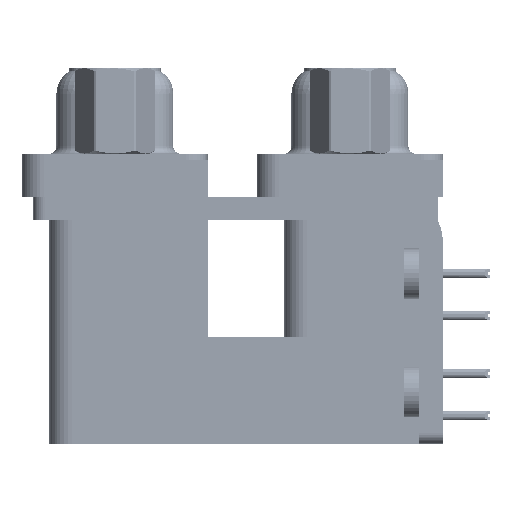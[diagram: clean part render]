
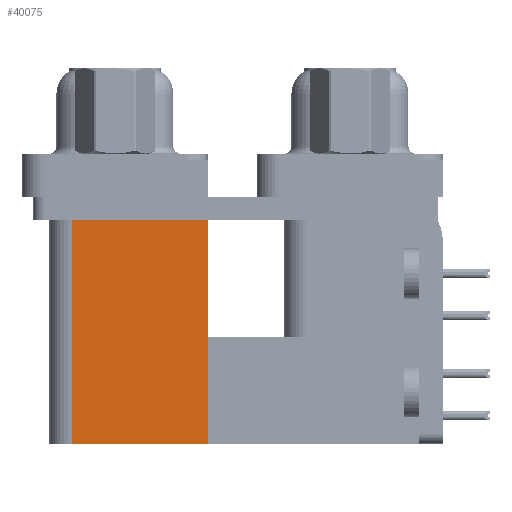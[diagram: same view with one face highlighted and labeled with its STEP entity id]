
A CAD part, left-side view. The second image highlights one B-rep face of the part: STEP entity #40075.
In plain terms, the highlighted planar face has unit normal (-1, 0, 0).
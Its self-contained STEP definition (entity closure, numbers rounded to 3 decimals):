
#173 = DIRECTION ( 'NONE',  ( 0., 1., 0. ) ) ;
#2902 = EDGE_CURVE ( 'NONE', #41165, #52239, #43334, .T. ) ;
#5128 = VERTEX_POINT ( 'NONE', #10057 ) ;
#7843 = PLANE ( 'NONE',  #12487 ) ;
#8180 = EDGE_CURVE ( 'NONE', #41165, #40488, #22116, .T. ) ;
#9476 = EDGE_CURVE ( 'NONE', #52239, #5128, #43740, .T. ) ;
#10057 = CARTESIAN_POINT ( 'NONE',  ( 3.765, 18.8, -2.5 ) ) ;
#10847 = ORIENTED_EDGE ( 'NONE', *, *, #8180, .T. ) ;
#11347 = DIRECTION ( 'NONE',  ( 0., 0., 1. ) ) ;
#12487 = AXIS2_PLACEMENT_3D ( 'NONE', #20366, #25763, #51812 ) ;
#12565 = ORIENTED_EDGE ( 'NONE', *, *, #39759, .T. ) ;
#14038 = ORIENTED_EDGE ( 'NONE', *, *, #2902, .F. ) ;
#15619 = CARTESIAN_POINT ( 'NONE',  ( 3.765, 9.6, -2.5 ) ) ;
#16982 = CARTESIAN_POINT ( 'NONE',  ( 3.765, 9.6, -19.2 ) ) ;
#17294 = VECTOR ( 'NONE', #26370, 1000. ) ;
#17989 = CARTESIAN_POINT ( 'NONE',  ( 3.765, 18.8, -19.2 ) ) ;
#18138 = CARTESIAN_POINT ( 'NONE',  ( 3.765, 9.6, -19.2 ) ) ;
#18163 = ORIENTED_EDGE ( 'NONE', *, *, #9476, .F. ) ;
#20366 = CARTESIAN_POINT ( 'NONE',  ( 3.765, 9.6, -19.2 ) ) ;
#20596 = CARTESIAN_POINT ( 'NONE',  ( 3.765, 9.6, -19.2 ) ) ;
#22116 = LINE ( 'NONE', #18138, #17294 ) ;
#23771 = CARTESIAN_POINT ( 'NONE',  ( 3.765, 9.6, -2.5 ) ) ;
#25763 = DIRECTION ( 'NONE',  ( 1., 0., 0. ) ) ;
#26370 = DIRECTION ( 'NONE',  ( 0., 0., 1. ) ) ;
#29084 = LINE ( 'NONE', #23771, #39638 ) ;
#32079 = CARTESIAN_POINT ( 'NONE',  ( 3.765, 18.8, -19.2 ) ) ;
#39638 = VECTOR ( 'NONE', #55444, 1000. ) ;
#39759 = EDGE_CURVE ( 'NONE', #40488, #5128, #29084, .T. ) ;
#40075 = ADVANCED_FACE ( 'NONE', ( #46727 ), #7843, .F. ) ;
#40488 = VERTEX_POINT ( 'NONE', #15619 ) ;
#41165 = VERTEX_POINT ( 'NONE', #20596 ) ;
#43334 = LINE ( 'NONE', #16982, #44212 ) ;
#43740 = LINE ( 'NONE', #32079, #49835 ) ;
#44212 = VECTOR ( 'NONE', #173, 1000. ) ;
#46727 = FACE_OUTER_BOUND ( 'NONE', #52319, .T. ) ;
#49835 = VECTOR ( 'NONE', #11347, 1000. ) ;
#51812 = DIRECTION ( 'NONE',  ( 0., 0., -1. ) ) ;
#52239 = VERTEX_POINT ( 'NONE', #17989 ) ;
#52319 = EDGE_LOOP ( 'NONE', ( #12565, #18163, #14038, #10847 ) ) ;
#55444 = DIRECTION ( 'NONE',  ( 0., 1., 0. ) ) ;
